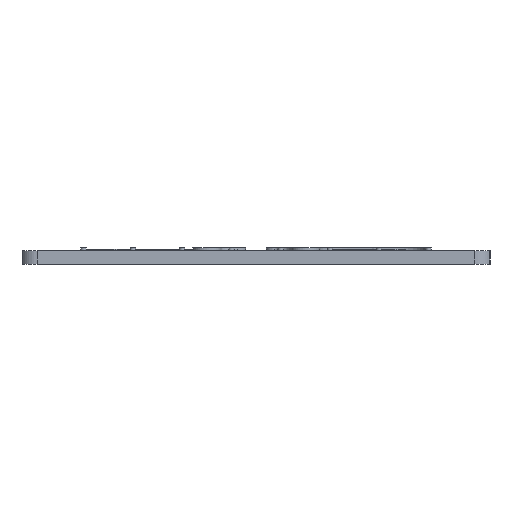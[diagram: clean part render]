
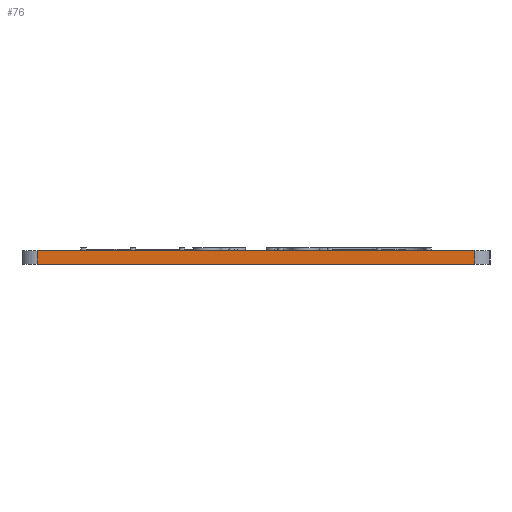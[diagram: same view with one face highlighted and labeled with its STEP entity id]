
A CAD part, left-side view. The second image highlights one B-rep face of the part: STEP entity #76.
In plain terms, the highlighted planar face has unit normal (-1, 0, 0).
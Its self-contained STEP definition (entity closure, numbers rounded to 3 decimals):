
#76 = ADVANCED_FACE( '', ( #382 ), #383, .T. );
#382 = FACE_OUTER_BOUND( '', #993, .T. );
#383 = PLANE( '', #994 );
#993 = EDGE_LOOP( '', ( #1891, #1892, #1893, #1894 ) );
#994 = AXIS2_PLACEMENT_3D( '', #1895, #1896, #1897 );
#1891 = ORIENTED_EDGE( '', *, *, #4268, .F. );
#1892 = ORIENTED_EDGE( '', *, *, #4550, .T. );
#1893 = ORIENTED_EDGE( '', *, *, #4551, .T. );
#1894 = ORIENTED_EDGE( '', *, *, #4552, .T. );
#1895 = CARTESIAN_POINT( '', ( -79.418, 105.906, -2.5 ) );
#1896 = DIRECTION( '', ( -1., 0., 0. ) );
#1897 = DIRECTION( '', ( 0., 0., 1. ) );
#4268 = EDGE_CURVE( '', #5151, #5153, #5154, .T. );
#4550 = EDGE_CURVE( '', #5151, #5716, #5717, .T. );
#4551 = EDGE_CURVE( '', #5716, #5718, #5719, .T. );
#4552 = EDGE_CURVE( '', #5718, #5153, #5720, .T. );
#5151 = VERTEX_POINT( '', #6617 );
#5153 = VERTEX_POINT( '', #6619 );
#5154 = LINE( '', #6620, #6621 );
#5716 = VERTEX_POINT( '', #7331 );
#5717 = LINE( '', #7332, #7333 );
#5718 = VERTEX_POINT( '', #7334 );
#5719 = LINE( '', #7335, #7336 );
#5720 = LINE( '', #7337, #7338 );
#6617 = CARTESIAN_POINT( '', ( -79.418, 102.906, 0. ) );
#6619 = CARTESIAN_POINT( '', ( -79.418, 22.906, 0. ) );
#6620 = CARTESIAN_POINT( '', ( -79.418, 105.906, 0. ) );
#6621 = VECTOR( '', #8679, 1000. );
#7331 = CARTESIAN_POINT( '', ( -79.418, 102.906, -2.5 ) );
#7332 = CARTESIAN_POINT( '', ( -79.418, 102.906, -2.5 ) );
#7333 = VECTOR( '', #9227, 1000. );
#7334 = CARTESIAN_POINT( '', ( -79.418, 22.906, -2.5 ) );
#7335 = CARTESIAN_POINT( '', ( -79.418, 105.906, -2.5 ) );
#7336 = VECTOR( '', #9228, 1000. );
#7337 = CARTESIAN_POINT( '', ( -79.418, 22.906, -2.5 ) );
#7338 = VECTOR( '', #9229, 1000. );
#8679 = DIRECTION( '', ( 0., -1., 0. ) );
#9227 = DIRECTION( '', ( 0., 0., -1. ) );
#9228 = DIRECTION( '', ( 0., -1., 0. ) );
#9229 = DIRECTION( '', ( 0., 0., 1. ) );
